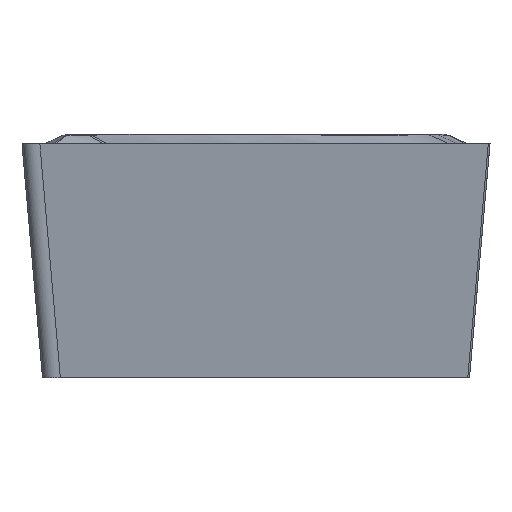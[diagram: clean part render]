
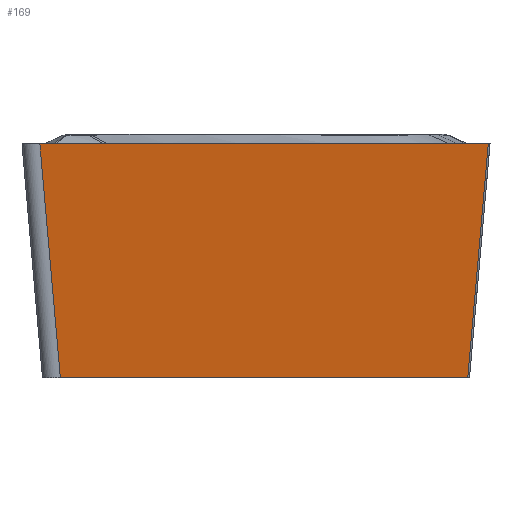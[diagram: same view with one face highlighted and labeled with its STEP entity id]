
A CAD part, left-side view. The second image highlights one B-rep face of the part: STEP entity #169.
In plain terms, the highlighted planar face has unit normal (-0.571, -0.816, -0.087).
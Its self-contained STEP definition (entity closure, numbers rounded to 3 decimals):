
#52=LINE('',#5439,#72);
#57=LINE('',#5483,#77);
#64=LINE('',#5529,#85);
#65=LINE('',#5530,#86);
#66=LINE('',#5532,#87);
#72=VECTOR('',#930,1.);
#77=VECTOR('',#943,1.);
#85=VECTOR('',#961,1.);
#86=VECTOR('',#962,1.);
#87=VECTOR('',#963,1.);
#100=PLANE('',#848);
#169=ADVANCED_FACE('',(#235),#100,.T.);
#235=FACE_OUTER_BOUND('',#285,.T.);
#285=EDGE_LOOP('',(#521,#522,#523,#524,#525));
#521=ORIENTED_EDGE('',*,*,#724,.T.);
#522=ORIENTED_EDGE('',*,*,#733,.T.);
#523=ORIENTED_EDGE('',*,*,#715,.T.);
#524=ORIENTED_EDGE('',*,*,#734,.T.);
#525=ORIENTED_EDGE('',*,*,#735,.F.);
#611=VERTEX_POINT('',#5438);
#612=VERTEX_POINT('',#5440);
#620=VERTEX_POINT('',#5482);
#621=VERTEX_POINT('',#5484);
#624=VERTEX_POINT('',#5531);
#715=EDGE_CURVE('',#612,#611,#52,.T.);
#724=EDGE_CURVE('',#621,#620,#57,.T.);
#733=EDGE_CURVE('',#620,#612,#64,.T.);
#734=EDGE_CURVE('',#611,#624,#65,.T.);
#735=EDGE_CURVE('',#621,#624,#66,.T.);
#848=AXIS2_PLACEMENT_3D('',#5533,#964,#965);
#930=DIRECTION('',(-0.819,0.574,0.));
#943=DIRECTION('',(-0.027,-0.087,0.996));
#961=DIRECTION('',(-0.05,-0.071,0.996));
#962=DIRECTION('',(0.266,-0.084,-0.96));
#963=DIRECTION('',(-0.819,0.574,0.));
#964=DIRECTION('',(-0.571,-0.816,-0.087));
#965=DIRECTION('',(0.819,-0.574,0.));
#5438=CARTESIAN_POINT('',(-14.585,4.399,-0.2));
#5439=CARTESIAN_POINT('',(-1.553,-4.726,-0.2));
#5440=CARTESIAN_POINT('',(-1.553,-4.726,-0.2));
#5482=CARTESIAN_POINT('',(-1.553,-4.726,-0.209));
#5483=CARTESIAN_POINT('',(-1.553,-4.726,-0.2));
#5484=CARTESIAN_POINT('',(-1.422,-4.31,-4.96));
#5529=CARTESIAN_POINT('',(-1.553,-4.726,-0.2));
#5530=CARTESIAN_POINT('',(-14.585,4.399,-0.2));
#5531=CARTESIAN_POINT('',(-13.264,3.982,-4.96));
#5532=CARTESIAN_POINT('',(-1.314,-4.385,-4.96));
#5533=CARTESIAN_POINT('',(-1.553,-4.726,-0.2));
